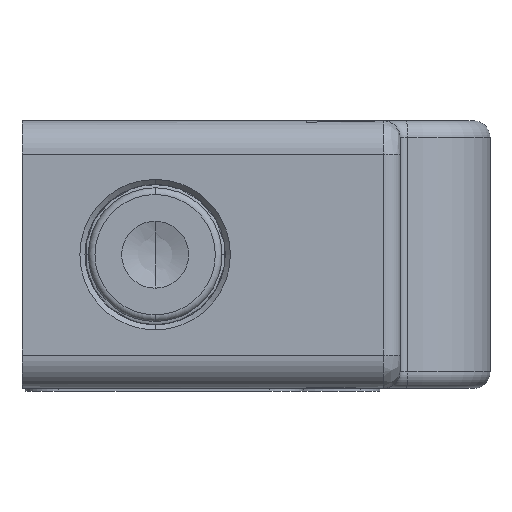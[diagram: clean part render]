
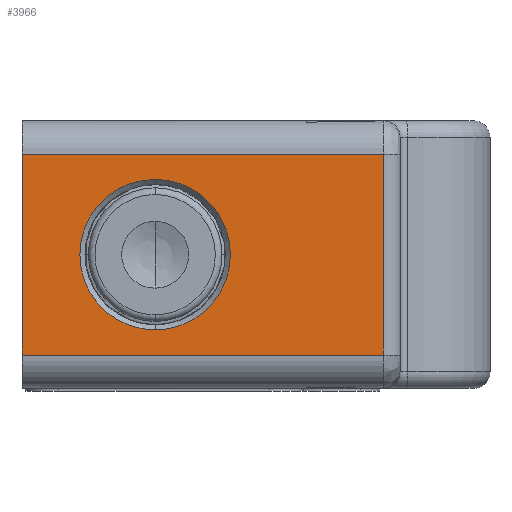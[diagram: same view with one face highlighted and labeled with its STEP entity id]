
A CAD part, left-side view. The second image highlights one B-rep face of the part: STEP entity #3966.
In plain terms, the highlighted planar face has unit normal (-1, 0, 0).
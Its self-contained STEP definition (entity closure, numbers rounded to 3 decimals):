
#737=DIRECTION('',(0.,-1.,0.));
#738=VECTOR('',#737,10.8);
#739=CARTESIAN_POINT('',(0.,8.5,-3.));
#740=LINE('',#739,#738);
#769=DIRECTION('',(0.,0.,1.));
#770=VECTOR('',#769,6.);
#771=CARTESIAN_POINT('',(0.,8.5,-3.));
#772=LINE('',#771,#770);
#1015=DIRECTION('',(0.,1.,0.));
#1016=VECTOR('',#1015,10.8);
#1017=CARTESIAN_POINT('',(0.,-2.3,3.));
#1018=LINE('',#1017,#1016);
#1024=DIRECTION('',(0.,0.,-1.));
#1025=VECTOR('',#1024,6.);
#1026=CARTESIAN_POINT('',(0.,-2.3,3.));
#1027=LINE('',#1026,#1025);
#1028=CARTESIAN_POINT('',(0.,4.52,0.));
#1029=DIRECTION('',(1.,0.,0.));
#1030=DIRECTION('',(0.,0.,-1.));
#1031=AXIS2_PLACEMENT_3D('',#1028,#1029,#1030);
#1033=CARTESIAN_POINT('',(0.,4.52,0.));
#1034=DIRECTION('',(1.,0.,0.));
#1035=DIRECTION('',(0.,0.,1.));
#1036=AXIS2_PLACEMENT_3D('',#1033,#1034,#1035);
#2234=CARTESIAN_POINT('',(0.,-2.3,3.));
#2235=CARTESIAN_POINT('',(0.,-2.3,-3.));
#2236=VERTEX_POINT('',#2234);
#2237=VERTEX_POINT('',#2235);
#2388=CARTESIAN_POINT('',(0.,8.5,-3.));
#2389=VERTEX_POINT('',#2388);
#2390=CARTESIAN_POINT('',(0.,8.5,3.));
#2392=VERTEX_POINT('',#2390);
#2443=CARTESIAN_POINT('',(0.,4.52,-2.25));
#2444=CARTESIAN_POINT('',(0.,4.52,2.25));
#2445=VERTEX_POINT('',#2443);
#2446=VERTEX_POINT('',#2444);
#3948=CARTESIAN_POINT('',(0.,0.,-4.));
#3949=DIRECTION('',(-1.,0.,0.));
#3950=DIRECTION('',(0.,-1.,0.));
#3951=AXIS2_PLACEMENT_3D('',#3948,#3949,#3950);
#3952=PLANE('',#3951);
#3953=ORIENTED_EDGE('',*,*,#3409,.F.);
#3954=ORIENTED_EDGE('',*,*,#3428,.T.);
#3955=ORIENTED_EDGE('',*,*,#3937,.F.);
#3957=ORIENTED_EDGE('',*,*,#3956,.T.);
#3958=EDGE_LOOP('',(#3953,#3954,#3955,#3957));
#3959=FACE_OUTER_BOUND('',#3958,.F.);
#3961=ORIENTED_EDGE('',*,*,#3960,.F.);
#3963=ORIENTED_EDGE('',*,*,#3962,.F.);
#3964=EDGE_LOOP('',(#3961,#3963));
#3965=FACE_BOUND('',#3964,.F.);
#3966=ADVANCED_FACE('',(#3959,#3965),#3952,.T.);
#1032=CIRCLE('',#1031,2.25);
#1037=CIRCLE('',#1036,2.25);
#3409=EDGE_CURVE('',#2389,#2237,#740,.T.);
#3428=EDGE_CURVE('',#2389,#2392,#772,.T.);
#3937=EDGE_CURVE('',#2236,#2392,#1018,.T.);
#3956=EDGE_CURVE('',#2236,#2237,#1027,.T.);
#3960=EDGE_CURVE('',#2445,#2446,#1032,.T.);
#3962=EDGE_CURVE('',#2446,#2445,#1037,.T.);
